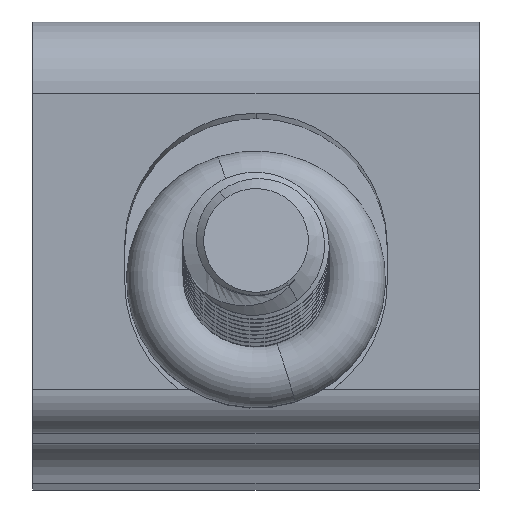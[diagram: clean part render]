
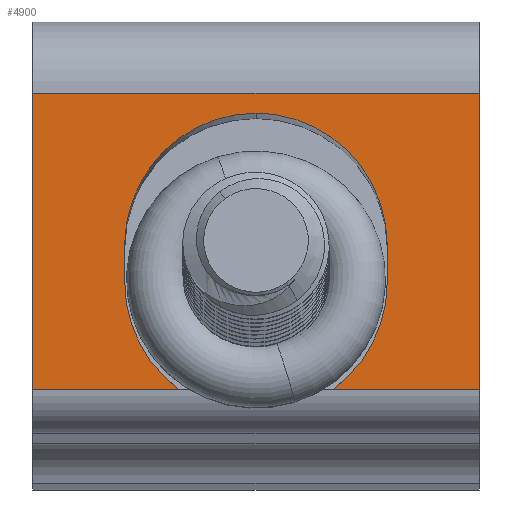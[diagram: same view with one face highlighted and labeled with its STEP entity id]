
A CAD part, front view. The second image highlights one B-rep face of the part: STEP entity #4900.
In plain terms, the highlighted planar face has unit normal (0, -1, 0).
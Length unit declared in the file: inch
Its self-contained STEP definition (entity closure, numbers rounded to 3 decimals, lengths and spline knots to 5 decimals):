
#22 = CARTESIAN_POINT ( 'NONE',  ( 0., -0.08, -0.33105 ) ) ;
#52 = CARTESIAN_POINT ( 'NONE',  ( 0.103, -0.08, -0.21092 ) ) ;
#71 = ORIENTED_EDGE ( 'NONE', *, *, #504, .F. ) ;
#117 = VECTOR ( 'NONE', #5250, 39.37008 ) ;
#133 = ORIENTED_EDGE ( 'NONE', *, *, #525, .F. ) ;
#172 = CARTESIAN_POINT ( 'NONE',  ( 0., -0.08, 0. ) ) ;
#180 =( BOUNDED_CURVE ( )  B_SPLINE_CURVE ( 3, ( #52, #5378, #510, #905 ),
 .UNSPECIFIED., .F., .F. ) 
 B_SPLINE_CURVE_WITH_KNOTS ( ( 4, 4 ),
 ( 4.71239, 5.65525 ),
 .UNSPECIFIED. ) 
 CURVE ( )  GEOMETRIC_REPRESENTATION_ITEM ( )  RATIONAL_B_SPLINE_CURVE ( ( 1., 0.927, 0.927, 1. ) ) 
 REPRESENTATION_ITEM ( '' )  );
#254 = ORIENTED_EDGE ( 'NONE', *, *, #767, .T. ) ;
#275 = ORIENTED_EDGE ( 'NONE', *, *, #5017, .T. ) ;
#342 = VERTEX_POINT ( 'NONE', #844 ) ;
#365 = CARTESIAN_POINT ( 'NONE',  ( 0.5, -0.08, 0. ) ) ;
#451 = CARTESIAN_POINT ( 'NONE',  ( 0.103, -0.08, -0.17053 ) ) ;
#467 = VERTEX_POINT ( 'NONE', #4128 ) ;
#504 = EDGE_CURVE ( 'NONE', #1219, #4226, #3183, .T. ) ;
#510 = CARTESIAN_POINT ( 'NONE',  ( 0.1248, -0.08, -0.30257 ) ) ;
#525 = EDGE_CURVE ( 'NONE', #4726, #2105, #2210, .T. ) ;
#542 = CARTESIAN_POINT ( 'NONE',  ( 0.397, -0.08, 0. ) ) ;
#575 = VERTEX_POINT ( 'NONE', #958 ) ;
#767 = EDGE_CURVE ( 'NONE', #467, #1726, #5216, .T. ) ;
#831 = EDGE_CURVE ( 'NONE', #3433, #4726, #1203, .T. ) ;
#844 = CARTESIAN_POINT ( 'NONE',  ( 0.397, -0.08, -0.17053 ) ) ;
#905 = CARTESIAN_POINT ( 'NONE',  ( 0.16364, -0.08, -0.33105 ) ) ;
#958 = CARTESIAN_POINT ( 'NONE',  ( 0.16364, -0.08, -0.33105 ) ) ;
#1044 = CARTESIAN_POINT ( 'NONE',  ( 0.5, -0.08, -0.33105 ) ) ;
#1140 = EDGE_CURVE ( 'NONE', #575, #1726, #4707, .T. ) ;
#1175 = VECTOR ( 'NONE', #5494, 39.37008 ) ;
#1203 = LINE ( 'NONE', #2205, #117 ) ;
#1219 = VERTEX_POINT ( 'NONE', #4384 ) ;
#1355 = CARTESIAN_POINT ( 'NONE',  ( 0.25, -0.08, -0.02208 ) ) ;
#1413 = CARTESIAN_POINT ( 'NONE',  ( 0.103, -0.08, -0.08357 ) ) ;
#1474 = LINE ( 'NONE', #2033, #2768 ) ;
#1570 = CARTESIAN_POINT ( 'NONE',  ( 0.33611, -0.08, -0.02208 ) ) ;
#1681 = CARTESIAN_POINT ( 'NONE',  ( 0.5, -0.08, -0.33105 ) ) ;
#1726 = VERTEX_POINT ( 'NONE', #22 ) ;
#1799 = CARTESIAN_POINT ( 'NONE',  ( 0.103, -0.08, 0. ) ) ;
#1835 = ORIENTED_EDGE ( 'NONE', *, *, #3359, .F. ) ;
#1910 = CARTESIAN_POINT ( 'NONE',  ( 0.3752, -0.08, -0.30257 ) ) ;
#1914 = LINE ( 'NONE', #5137, #2574 ) ;
#1932 = ORIENTED_EDGE ( 'NONE', *, *, #3606, .F. ) ;
#1943 = DIRECTION ( 'NONE',  ( 0., 0., -1. ) ) ;
#2033 = CARTESIAN_POINT ( 'NONE',  ( 0.5, -0.08, 0. ) ) ;
#2093 = CARTESIAN_POINT ( 'NONE',  ( 0.25, -0.08, -0.02208 ) ) ;
#2105 = VERTEX_POINT ( 'NONE', #3703 ) ;
#2205 = CARTESIAN_POINT ( 'NONE',  ( 0.5, -0.08, -0.33105 ) ) ;
#2210 =( BOUNDED_CURVE ( )  B_SPLINE_CURVE ( 3, ( #3708, #1910, #5523, #4981 ),
 .UNSPECIFIED., .F., .F. ) 
 B_SPLINE_CURVE_WITH_KNOTS ( ( 4, 4 ),
 ( 0.62793, 1.5708 ),
 .UNSPECIFIED. ) 
 CURVE ( )  GEOMETRIC_REPRESENTATION_ITEM ( )  RATIONAL_B_SPLINE_CURVE ( ( 1., 0.927, 0.927, 1. ) ) 
 REPRESENTATION_ITEM ( '' )  );
#2346 = VERTEX_POINT ( 'NONE', #5028 ) ;
#2448 = EDGE_LOOP ( 'NONE', ( #1932, #71, #5187, #1835, #4143, #133, #2808, #2779, #275, #254, #5141 ) ) ;
#2574 = VECTOR ( 'NONE', #4660, 39.37008 ) ;
#2768 = VECTOR ( 'NONE', #4712, 39.37008 ) ;
#2779 = ORIENTED_EDGE ( 'NONE', *, *, #4691, .F. ) ;
#2795 = DIRECTION ( 'NONE',  ( 0., 0., -1. ) ) ;
#2808 = ORIENTED_EDGE ( 'NONE', *, *, #831, .F. ) ;
#3009 = CARTESIAN_POINT ( 'NONE',  ( 0.103, -0.08, -0.21092 ) ) ;
#3183 = LINE ( 'NONE', #1799, #1175 ) ;
#3359 = EDGE_CURVE ( 'NONE', #342, #4297, #5463, .T. ) ;
#3433 = VERTEX_POINT ( 'NONE', #1681 ) ;
#3606 = EDGE_CURVE ( 'NONE', #4226, #575, #180, .T. ) ;
#3618 = EDGE_CURVE ( 'NONE', #4297, #1219, #3779, .T. ) ;
#3661 = LINE ( 'NONE', #542, #5134 ) ;
#3703 = CARTESIAN_POINT ( 'NONE',  ( 0.397, -0.08, -0.21092 ) ) ;
#3708 = CARTESIAN_POINT ( 'NONE',  ( 0.33636, -0.08, -0.33105 ) ) ;
#3779 =( BOUNDED_CURVE ( )  B_SPLINE_CURVE ( 3, ( #1355, #5441, #1413, #451 ),
 .UNSPECIFIED., .F., .F. ) 
 B_SPLINE_CURVE_WITH_KNOTS ( ( 4, 4 ),
 ( 3.14159, 4.71239 ),
 .UNSPECIFIED. ) 
 CURVE ( )  GEOMETRIC_REPRESENTATION_ITEM ( )  RATIONAL_B_SPLINE_CURVE ( ( 1., 0.805, 0.805, 1. ) ) 
 REPRESENTATION_ITEM ( '' )  );
#3808 = CARTESIAN_POINT ( 'NONE',  ( 0.397, -0.08, -0.17053 ) ) ;
#3921 = VECTOR ( 'NONE', #4208, 39.37008 ) ;
#4021 = VECTOR ( 'NONE', #1943, 39.37008 ) ;
#4128 = CARTESIAN_POINT ( 'NONE',  ( 0., -0.08, 0. ) ) ;
#4143 = ORIENTED_EDGE ( 'NONE', *, *, #5611, .T. ) ;
#4208 = DIRECTION ( 'NONE',  ( -1., 0., 0. ) ) ;
#4226 = VERTEX_POINT ( 'NONE', #3009 ) ;
#4297 = VERTEX_POINT ( 'NONE', #2093 ) ;
#4300 = CARTESIAN_POINT ( 'NONE',  ( 0.33636, -0.08, -0.33105 ) ) ;
#4366 = AXIS2_PLACEMENT_3D ( 'NONE', #365, #5819, #4986 ) ;
#4384 = CARTESIAN_POINT ( 'NONE',  ( 0.103, -0.08, -0.17053 ) ) ;
#4660 = DIRECTION ( 'NONE',  ( -1., 0., 0. ) ) ;
#4691 = EDGE_CURVE ( 'NONE', #2346, #3433, #1474, .T. ) ;
#4707 = LINE ( 'NONE', #1044, #3921 ) ;
#4712 = DIRECTION ( 'NONE',  ( 0., 0., -1. ) ) ;
#4726 = VERTEX_POINT ( 'NONE', #4300 ) ;
#4900 = ADVANCED_FACE ( 'NONE', ( #5876 ), #5789, .F. ) ;
#4981 = CARTESIAN_POINT ( 'NONE',  ( 0.397, -0.08, -0.21092 ) ) ;
#4986 = DIRECTION ( 'NONE',  ( 0., 0., 1. ) ) ;
#5017 = EDGE_CURVE ( 'NONE', #2346, #467, #1914, .T. ) ;
#5028 = CARTESIAN_POINT ( 'NONE',  ( 0.5, -0.08, 0. ) ) ;
#5134 = VECTOR ( 'NONE', #2795, 39.37008 ) ;
#5137 = CARTESIAN_POINT ( 'NONE',  ( 0.5, -0.08, 0. ) ) ;
#5141 = ORIENTED_EDGE ( 'NONE', *, *, #1140, .F. ) ;
#5168 = CARTESIAN_POINT ( 'NONE',  ( 0.25, -0.08, -0.02208 ) ) ;
#5187 = ORIENTED_EDGE ( 'NONE', *, *, #3618, .F. ) ;
#5216 = LINE ( 'NONE', #172, #4021 ) ;
#5250 = DIRECTION ( 'NONE',  ( -1., 0., 0. ) ) ;
#5378 = CARTESIAN_POINT ( 'NONE',  ( 0.103, -0.08, -0.25939 ) ) ;
#5441 = CARTESIAN_POINT ( 'NONE',  ( 0.16389, -0.08, -0.02208 ) ) ;
#5463 =( BOUNDED_CURVE ( )  B_SPLINE_CURVE ( 3, ( #3808, #5616, #1570, #5168 ),
 .UNSPECIFIED., .F., .F. ) 
 B_SPLINE_CURVE_WITH_KNOTS ( ( 4, 4 ),
 ( 1.5708, 3.14159 ),
 .UNSPECIFIED. ) 
 CURVE ( )  GEOMETRIC_REPRESENTATION_ITEM ( )  RATIONAL_B_SPLINE_CURVE ( ( 1., 0.805, 0.805, 1. ) ) 
 REPRESENTATION_ITEM ( '' )  );
#5494 = DIRECTION ( 'NONE',  ( 0., 0., -1. ) ) ;
#5523 = CARTESIAN_POINT ( 'NONE',  ( 0.397, -0.08, -0.25939 ) ) ;
#5611 = EDGE_CURVE ( 'NONE', #342, #2105, #3661, .T. ) ;
#5616 = CARTESIAN_POINT ( 'NONE',  ( 0.397, -0.08, -0.08357 ) ) ;
#5789 = PLANE ( 'NONE',  #4366 ) ;
#5819 = DIRECTION ( 'NONE',  ( 0., 1., 0. ) ) ;
#5876 = FACE_OUTER_BOUND ( 'NONE', #2448, .T. ) ;
